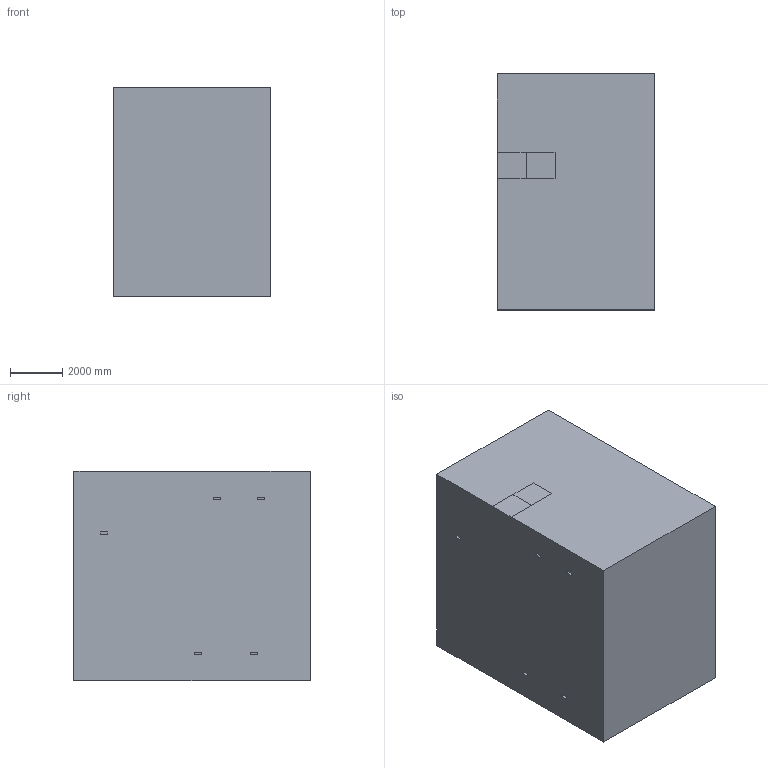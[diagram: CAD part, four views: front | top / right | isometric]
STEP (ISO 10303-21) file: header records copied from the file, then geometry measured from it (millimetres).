
FILE_DESCRIPTION( ( 'STEP Version 203' ), '1' );
FILE_NAME( 'geometry.stp', '10/18/19 14:44:28', ( 'annalisa.cassinelli' ), ( ' ' ), 'PSStep 17.0.49', 'DesignModeler STEP Output', ' ' );
FILE_SCHEMA( ( 'CONFIG_CONTROL_DESIGN' ) );
Length unit declared in the file: metre
Products named in the file (1): 1
Bounding box: 6000 x 9000 x 8000 mm (x, y, z)
Volume: 431770500000 mm3; surface area: 354290000 mm2
Topology: 1 solids, 1 shells, 42 faces, 101 edges, 73 vertices
Faces by surface type: plane 42
Entity records: 1270 total; most frequent: CARTESIAN_POINT 217, ORIENTED_EDGE 202, DIRECTION 192, EDGE_CURVE 101, LINE 96, VECTOR 96, VERTEX_POINT 73, EDGE_LOOP 54
